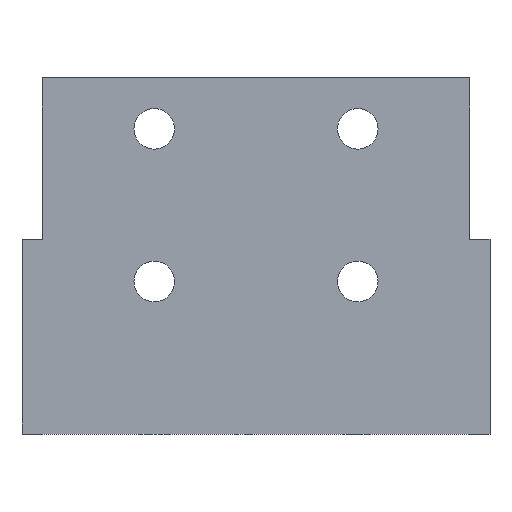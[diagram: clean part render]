
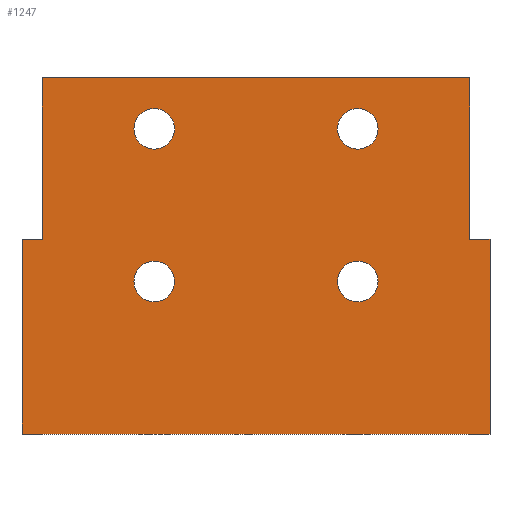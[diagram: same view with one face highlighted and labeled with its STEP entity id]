
A CAD part, left-side view. The second image highlights one B-rep face of the part: STEP entity #1247.
In plain terms, the highlighted planar face has unit normal (-1, 0, 0).
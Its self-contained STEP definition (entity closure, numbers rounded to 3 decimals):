
#31=CIRCLE('',#1335,2.);
#32=CIRCLE('',#1336,2.);
#33=CIRCLE('',#1337,2.);
#34=CIRCLE('',#1338,2.);
#67=FACE_BOUND('',#172,.T.);
#68=FACE_BOUND('',#173,.T.);
#69=FACE_BOUND('',#174,.T.);
#70=FACE_BOUND('',#175,.T.);
#97=FACE_OUTER_BOUND('',#171,.T.);
#171=EDGE_LOOP('',(#879,#880,#881,#882,#883,#884,#885,#886));
#172=EDGE_LOOP('',(#887));
#173=EDGE_LOOP('',(#888));
#174=EDGE_LOOP('',(#889));
#175=EDGE_LOOP('',(#890));
#264=LINE('',#1795,#408);
#271=LINE('',#1811,#415);
#301=LINE('',#1871,#445);
#302=LINE('',#1873,#446);
#303=LINE('',#1875,#447);
#304=LINE('',#1877,#448);
#305=LINE('',#1878,#449);
#306=LINE('',#1879,#450);
#408=VECTOR('',#1441,1.);
#415=VECTOR('',#1452,1.);
#445=VECTOR('',#1488,1.);
#446=VECTOR('',#1489,1.);
#447=VECTOR('',#1490,1.);
#448=VECTOR('',#1491,1.);
#449=VECTOR('',#1492,1.);
#450=VECTOR('',#1493,1.);
#552=VERTEX_POINT('',#1792);
#553=VERTEX_POINT('',#1794);
#559=VERTEX_POINT('',#1809);
#560=VERTEX_POINT('',#1810);
#587=VERTEX_POINT('',#1870);
#588=VERTEX_POINT('',#1872);
#589=VERTEX_POINT('',#1874);
#590=VERTEX_POINT('',#1876);
#591=VERTEX_POINT('',#1880);
#592=VERTEX_POINT('',#1882);
#593=VERTEX_POINT('',#1884);
#594=VERTEX_POINT('',#1886);
#664=EDGE_CURVE('',#553,#552,#264,.T.);
#671=EDGE_CURVE('',#559,#560,#271,.T.);
#701=EDGE_CURVE('',#587,#552,#301,.T.);
#702=EDGE_CURVE('',#587,#588,#302,.T.);
#703=EDGE_CURVE('',#589,#588,#303,.T.);
#704=EDGE_CURVE('',#590,#589,#304,.T.);
#705=EDGE_CURVE('',#590,#560,#305,.T.);
#706=EDGE_CURVE('',#559,#553,#306,.T.);
#707=EDGE_CURVE('',#591,#591,#31,.T.);
#708=EDGE_CURVE('',#592,#592,#32,.T.);
#709=EDGE_CURVE('',#593,#593,#33,.T.);
#710=EDGE_CURVE('',#594,#594,#34,.T.);
#879=ORIENTED_EDGE('',*,*,#664,.T.);
#880=ORIENTED_EDGE('',*,*,#701,.F.);
#881=ORIENTED_EDGE('',*,*,#702,.T.);
#882=ORIENTED_EDGE('',*,*,#703,.F.);
#883=ORIENTED_EDGE('',*,*,#704,.F.);
#884=ORIENTED_EDGE('',*,*,#705,.T.);
#885=ORIENTED_EDGE('',*,*,#671,.F.);
#886=ORIENTED_EDGE('',*,*,#706,.T.);
#887=ORIENTED_EDGE('',*,*,#707,.F.);
#888=ORIENTED_EDGE('',*,*,#708,.F.);
#889=ORIENTED_EDGE('',*,*,#709,.T.);
#890=ORIENTED_EDGE('',*,*,#710,.T.);
#1193=PLANE('',#1334);
#1247=ADVANCED_FACE('',(#97,#67,#68,#69,#70),#1193,.F.);
#1334=AXIS2_PLACEMENT_3D('',#1869,#1486,#1487);
#1335=AXIS2_PLACEMENT_3D('',#1881,#1494,#1495);
#1336=AXIS2_PLACEMENT_3D('',#1883,#1496,#1497);
#1337=AXIS2_PLACEMENT_3D('',#1885,#1498,#1499);
#1338=AXIS2_PLACEMENT_3D('',#1887,#1500,#1501);
#1441=DIRECTION('',(0.,0.,-1.));
#1452=DIRECTION('',(0.,0.,-1.));
#1486=DIRECTION('center_axis',(1.,0.,0.));
#1487=DIRECTION('ref_axis',(0.,0.,-1.));
#1488=DIRECTION('',(0.,-1.,0.));
#1489=DIRECTION('',(0.,0.,-1.));
#1490=DIRECTION('',(0.,1.,0.));
#1491=DIRECTION('',(0.,0.,-1.));
#1492=DIRECTION('',(0.,1.,0.));
#1493=DIRECTION('',(0.,1.,0.));
#1494=DIRECTION('center_axis',(-1.,0.,0.));
#1495=DIRECTION('ref_axis',(0.,0.,-1.));
#1496=DIRECTION('center_axis',(-1.,0.,0.));
#1497=DIRECTION('ref_axis',(0.,0.,-1.));
#1498=DIRECTION('center_axis',(1.,0.,0.));
#1499=DIRECTION('ref_axis',(0.,0.,-1.));
#1500=DIRECTION('center_axis',(1.,0.,0.));
#1501=DIRECTION('ref_axis',(0.,0.,-1.));
#1792=CARTESIAN_POINT('',(-15.5,21.,19.151));
#1794=CARTESIAN_POINT('',(-15.5,21.,35.));
#1795=CARTESIAN_POINT('',(-15.5,21.,35.));
#1809=CARTESIAN_POINT('',(-15.5,-21.,35.));
#1810=CARTESIAN_POINT('',(-15.5,-21.,19.151));
#1811=CARTESIAN_POINT('',(-15.5,-21.,35.));
#1869=CARTESIAN_POINT('Origin',(-15.5,-21.,35.));
#1870=CARTESIAN_POINT('',(-15.5,23.,19.151));
#1871=CARTESIAN_POINT('',(-15.5,23.,19.151));
#1872=CARTESIAN_POINT('',(-15.5,23.,0.));
#1873=CARTESIAN_POINT('',(-15.5,23.,19.151));
#1874=CARTESIAN_POINT('',(-15.5,-23.,0.));
#1875=CARTESIAN_POINT('',(-15.5,-21.,0.));
#1876=CARTESIAN_POINT('',(-15.5,-23.,19.151));
#1877=CARTESIAN_POINT('',(-15.5,-23.,19.151));
#1878=CARTESIAN_POINT('',(-15.5,-23.,19.151));
#1879=CARTESIAN_POINT('',(-15.5,-21.,35.));
#1880=CARTESIAN_POINT('',(-15.5,-10.,28.));
#1881=CARTESIAN_POINT('Origin',(-15.5,-10.,30.));
#1882=CARTESIAN_POINT('',(-15.5,-10.,13.));
#1883=CARTESIAN_POINT('Origin',(-15.5,-10.,15.));
#1884=CARTESIAN_POINT('',(-15.5,10.,28.));
#1885=CARTESIAN_POINT('Origin',(-15.5,10.,30.));
#1886=CARTESIAN_POINT('',(-15.5,10.,13.));
#1887=CARTESIAN_POINT('Origin',(-15.5,10.,15.));
